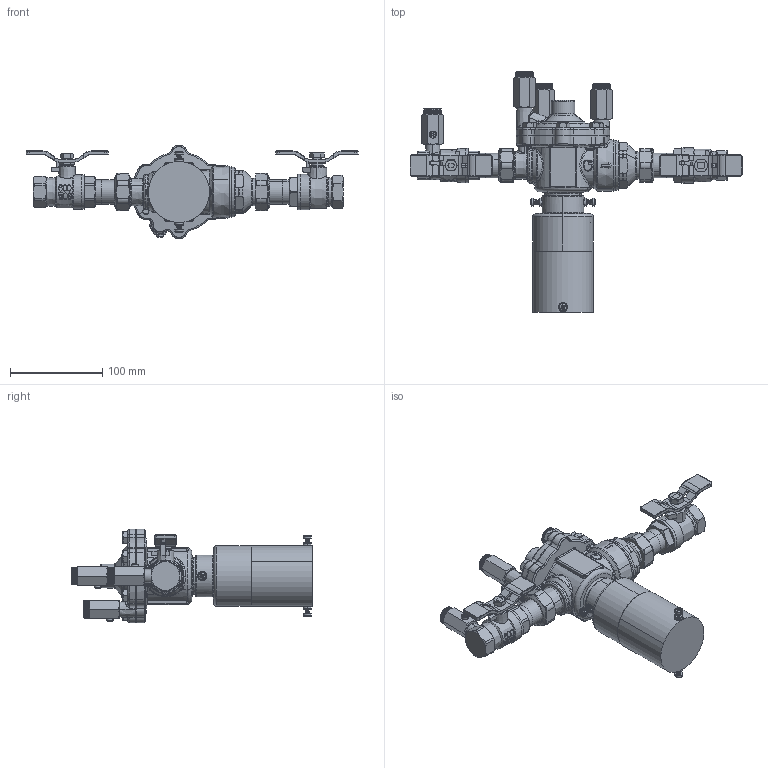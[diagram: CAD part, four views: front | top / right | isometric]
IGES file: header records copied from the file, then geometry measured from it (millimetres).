
Start section:  PTC IGES file: 574050A (IGS).igs
Global section: file name: 574050A (IGS).igs; native system: Creo Parametric by PTC Inc.; preprocessor: 2016050; author: sparenzan; organization: Unknown; date: 20170712.150421; units: inch
Bounding box: 360.25 x 261.21 x 101.5 mm (x, y, z)
Surface area: 140636.8 mm2 (no closed solid volume)
Topology: 0 solids, 0 shells, 2293 faces, 13098 edges, 13069 vertices
Faces by surface type: bspline 1182, revolution 1047, extrusion 64
